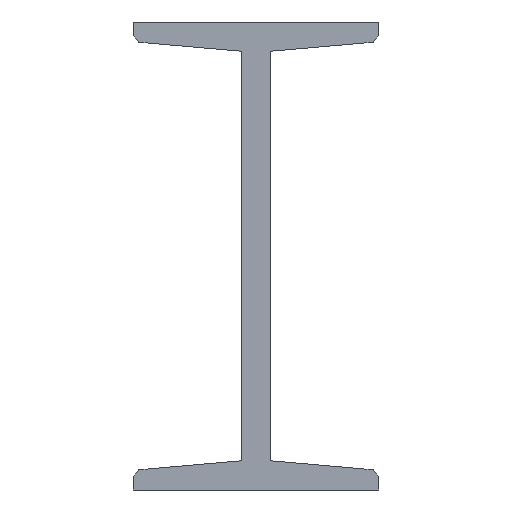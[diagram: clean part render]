
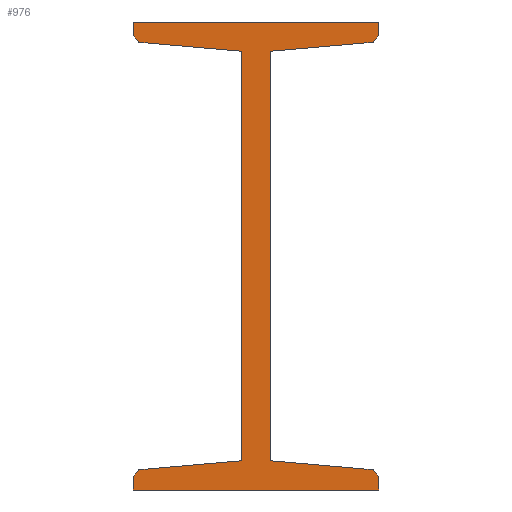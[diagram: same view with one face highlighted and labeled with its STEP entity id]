
A CAD part, front view. The second image highlights one B-rep face of the part: STEP entity #976.
In plain terms, the highlighted planar face has unit normal (0, -1, 0).
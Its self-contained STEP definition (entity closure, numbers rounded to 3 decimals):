
#1=DIRECTION('',(0.,0.,1.));
#2=VECTOR('',#1,2.381);
#3=CARTESIAN_POINT('',(-21.,0.,-40.));
#4=LINE('',#3,#2);
#5=DIRECTION('',(0.996,0.,0.087));
#6=VECTOR('',#5,17.571);
#7=CARTESIAN_POINT('',(-20.004,0.,-36.531));
#8=LINE('',#7,#6);
#9=DIRECTION('',(0.,0.,1.));
#10=VECTOR('',#9,70.);
#11=CARTESIAN_POINT('',(-2.5,0.,-35.));
#12=LINE('',#11,#10);
#13=DIRECTION('',(-0.996,0.,0.087));
#14=VECTOR('',#13,17.571);
#15=CARTESIAN_POINT('',(-2.5,0.,35.));
#16=LINE('',#15,#14);
#17=DIRECTION('',(0.,0.,1.));
#18=VECTOR('',#17,2.381);
#19=CARTESIAN_POINT('',(-21.,0.,37.619));
#20=LINE('',#19,#18);
#21=DIRECTION('',(1.,0.,0.));
#22=VECTOR('',#21,42.);
#23=CARTESIAN_POINT('',(-21.,0.,40.));
#24=LINE('',#23,#22);
#25=DIRECTION('',(0.,0.,-1.));
#26=VECTOR('',#25,2.381);
#27=CARTESIAN_POINT('',(21.,0.,40.));
#28=LINE('',#27,#26);
#29=DIRECTION('',(-0.996,0.,-0.087));
#30=VECTOR('',#29,17.571);
#31=CARTESIAN_POINT('',(20.004,0.,36.531));
#32=LINE('',#31,#30);
#33=DIRECTION('',(0.,0.,-1.));
#34=VECTOR('',#33,70.);
#35=CARTESIAN_POINT('',(2.5,0.,35.));
#36=LINE('',#35,#34);
#37=DIRECTION('',(0.996,0.,-0.087));
#38=VECTOR('',#37,17.571);
#39=CARTESIAN_POINT('',(2.5,0.,-35.));
#40=LINE('',#39,#38);
#41=DIRECTION('',(0.,0.,-1.));
#42=VECTOR('',#41,2.381);
#43=CARTESIAN_POINT('',(21.,0.,-37.619));
#44=LINE('',#43,#42);
#45=DIRECTION('',(-1.,0.,0.));
#46=VECTOR('',#45,42.);
#47=CARTESIAN_POINT('',(21.,0.,-40.));
#48=LINE('',#47,#46);
#61=DIRECTION('',(-0.676,0.,0.737));
#62=VECTOR('',#61,1.475);
#63=CARTESIAN_POINT('',(21.,0.,-37.619));
#64=LINE('',#63,#62);
#265=DIRECTION('',(0.676,0.,0.737));
#266=VECTOR('',#265,1.475);
#267=CARTESIAN_POINT('',(20.004,0.,36.531));
#268=LINE('',#267,#266);
#289=DIRECTION('',(0.676,0.,-0.737));
#290=VECTOR('',#289,1.475);
#291=CARTESIAN_POINT('',(-21.,0.,37.619));
#292=LINE('',#291,#290);
#493=DIRECTION('',(-0.676,0.,-0.737));
#494=VECTOR('',#493,1.475);
#495=CARTESIAN_POINT('',(-20.004,0.,-36.531));
#496=LINE('',#495,#494);
#713=CARTESIAN_POINT('',(-21.,0.,40.));
#714=CARTESIAN_POINT('',(21.,0.,40.));
#715=VERTEX_POINT('',#713);
#716=VERTEX_POINT('',#714);
#717=CARTESIAN_POINT('',(21.,0.,-40.));
#718=CARTESIAN_POINT('',(-21.,0.,-40.));
#719=VERTEX_POINT('',#717);
#720=VERTEX_POINT('',#718);
#729=CARTESIAN_POINT('',(2.5,0.,-35.));
#731=VERTEX_POINT('',#729);
#733=CARTESIAN_POINT('',(-2.5,0.,-35.));
#735=VERTEX_POINT('',#733);
#737=CARTESIAN_POINT('',(2.5,0.,35.));
#739=VERTEX_POINT('',#737);
#741=CARTESIAN_POINT('',(-2.5,0.,35.));
#743=VERTEX_POINT('',#741);
#745=CARTESIAN_POINT('',(20.004,0.,36.531));
#747=VERTEX_POINT('',#745);
#749=CARTESIAN_POINT('',(21.,0.,37.619));
#751=VERTEX_POINT('',#749);
#753=CARTESIAN_POINT('',(-21.,0.,37.619));
#755=VERTEX_POINT('',#753);
#757=CARTESIAN_POINT('',(-20.004,0.,36.531));
#759=VERTEX_POINT('',#757);
#761=CARTESIAN_POINT('',(21.,0.,-37.619));
#763=VERTEX_POINT('',#761);
#765=CARTESIAN_POINT('',(20.004,0.,-36.531));
#767=VERTEX_POINT('',#765);
#769=CARTESIAN_POINT('',(-20.004,0.,-36.531));
#771=VERTEX_POINT('',#769);
#773=CARTESIAN_POINT('',(-21.,0.,-37.619));
#775=VERTEX_POINT('',#773);
#937=CARTESIAN_POINT('',(0.,0.,0.));
#938=DIRECTION('',(0.,1.,0.));
#939=DIRECTION('',(1.,0.,0.));
#940=AXIS2_PLACEMENT_3D('',#937,#938,#939);
#941=PLANE('',#940);
#943=ORIENTED_EDGE('',*,*,#942,.T.);
#945=ORIENTED_EDGE('',*,*,#944,.F.);
#947=ORIENTED_EDGE('',*,*,#946,.T.);
#949=ORIENTED_EDGE('',*,*,#948,.T.);
#951=ORIENTED_EDGE('',*,*,#950,.T.);
#953=ORIENTED_EDGE('',*,*,#952,.F.);
#955=ORIENTED_EDGE('',*,*,#954,.T.);
#957=ORIENTED_EDGE('',*,*,#956,.T.);
#959=ORIENTED_EDGE('',*,*,#958,.T.);
#961=ORIENTED_EDGE('',*,*,#960,.F.);
#963=ORIENTED_EDGE('',*,*,#962,.T.);
#965=ORIENTED_EDGE('',*,*,#964,.T.);
#967=ORIENTED_EDGE('',*,*,#966,.T.);
#969=ORIENTED_EDGE('',*,*,#968,.F.);
#971=ORIENTED_EDGE('',*,*,#970,.T.);
#973=ORIENTED_EDGE('',*,*,#972,.T.);
#974=EDGE_LOOP('',(#943,#945,#947,#949,#951,#953,#955,#957,#959,#961,#963,#965,
#967,#969,#971,#973));
#975=FACE_OUTER_BOUND('',#974,.F.);
#976=ADVANCED_FACE('',(#975),#941,.F.);
#942=EDGE_CURVE('',#720,#775,#4,.T.);
#944=EDGE_CURVE('',#771,#775,#496,.T.);
#946=EDGE_CURVE('',#771,#735,#8,.T.);
#948=EDGE_CURVE('',#735,#743,#12,.T.);
#950=EDGE_CURVE('',#743,#759,#16,.T.);
#952=EDGE_CURVE('',#755,#759,#292,.T.);
#954=EDGE_CURVE('',#755,#715,#20,.T.);
#956=EDGE_CURVE('',#715,#716,#24,.T.);
#958=EDGE_CURVE('',#716,#751,#28,.T.);
#960=EDGE_CURVE('',#747,#751,#268,.T.);
#962=EDGE_CURVE('',#747,#739,#32,.T.);
#964=EDGE_CURVE('',#739,#731,#36,.T.);
#966=EDGE_CURVE('',#731,#767,#40,.T.);
#968=EDGE_CURVE('',#763,#767,#64,.T.);
#970=EDGE_CURVE('',#763,#719,#44,.T.);
#972=EDGE_CURVE('',#719,#720,#48,.T.);
